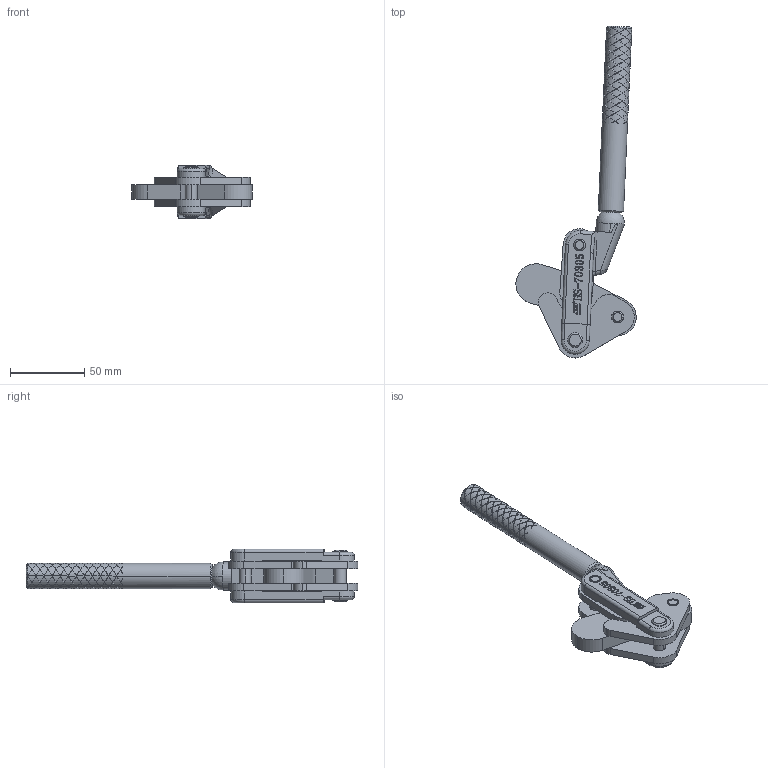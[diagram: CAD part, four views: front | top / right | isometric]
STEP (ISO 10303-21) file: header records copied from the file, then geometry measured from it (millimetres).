
FILE_DESCRIPTION (( 'STEP AP203' ), '1' );
FILE_NAME ('HS-70305 装配体.STEP', '2018-12-07T08:08:19', ( 'PCOS' ), ( '微软中国' ), 'SwSTEP 2.0', 'SolidWorks 2012', '' );
FILE_SCHEMA (( 'CONFIG_CONTROL_DESIGN' ));
Products named in the file (8): HS-70305 蚾饜极; 蟀裝; 种3; 种2; 种1; 揤梟; 忒參; 菁釱
Assembly tree (9 placements, depth 2):
  HS-70305 蚾饜极
    菁釱
    忒參
    揤梟
    种1  x2
    种2
    种3
    蟀裝  x2
Bounding box: 80.9 x 223.21 x 36 mm (x, y, z)
Volume: 109427.1 mm3; surface area: 43759.8 mm2
Topology: 10 solids, 10 shells, 1281 faces, 2918 edges, 1685 vertices
Faces by surface type: bspline 749, cylinder 274, plane 232, cone 20, torus 4, sphere 2
Entity records: 158888 total; most frequent: CARTESIAN_POINT 137218, ORIENTED_EDGE 5750, EDGE_CURVE 2875, DIRECTION 2384, VERTEX_POINT 1659, EDGE_LOOP 1316, FACE_OUTER_BOUND 1262, ADVANCED_FACE 1262
